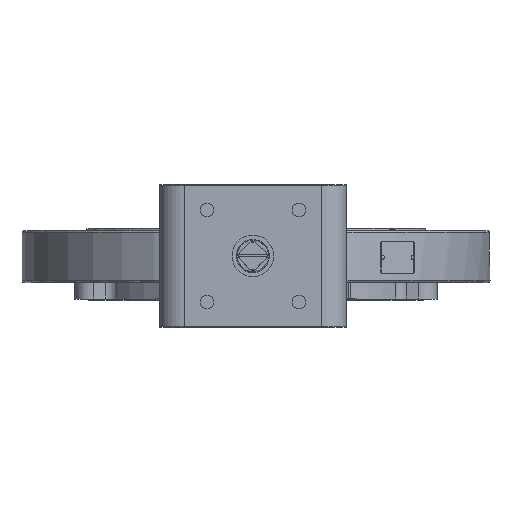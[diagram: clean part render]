
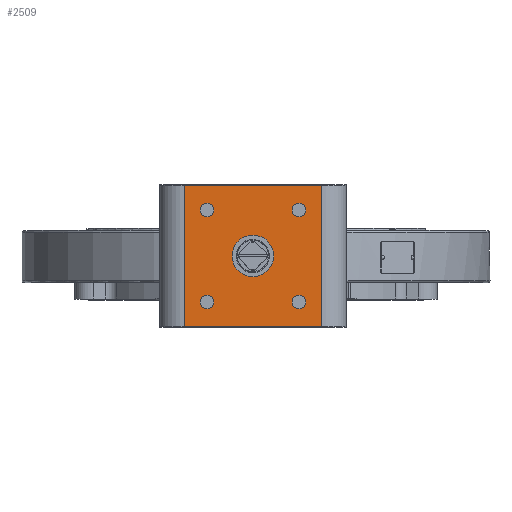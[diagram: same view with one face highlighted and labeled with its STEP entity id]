
A CAD part, top view. The second image highlights one B-rep face of the part: STEP entity #2509.
In plain terms, the highlighted planar face has unit normal (0, 0, 1).
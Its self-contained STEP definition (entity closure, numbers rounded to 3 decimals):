
#2020=CARTESIAN_POINT('',(-47.193,-50.693,395.));
#2021=VERTEX_POINT('',#2020);
#2030=CARTESIAN_POINT('',(-47.193,-37.693,395.));
#2031=VERTEX_POINT('',#2030);
#2032=CARTESIAN_POINT('',(-47.193,-44.193,395.));
#2033=DIRECTION('',(0.,-0.,1.));
#2034=DIRECTION('',(0.,-1.,-0.));
#2035=AXIS2_PLACEMENT_3D('',#2032,#2033,#2034);
#2036=CIRCLE('',#2035,6.5);
#2037=EDGE_CURVE('NONE',#2021,#2031,#2036,.T.);
#2039=CARTESIAN_POINT('',(-47.193,-44.193,395.));
#2040=DIRECTION('',(0.,-0.,1.));
#2041=DIRECTION('',(0.,-1.,-0.));
#2042=AXIS2_PLACEMENT_3D('',#2039,#2040,#2041);
#2043=CIRCLE('',#2042,6.5);
#2044=EDGE_CURVE('NONE',#2031,#2021,#2043,.T.);
#2072=CARTESIAN_POINT('',(-47.193,37.695,395.));
#2073=VERTEX_POINT('',#2072);
#2082=CARTESIAN_POINT('',(-47.193,50.695,395.));
#2083=VERTEX_POINT('',#2082);
#2084=CARTESIAN_POINT('',(-47.193,44.195,395.));
#2085=DIRECTION('',(0.,-0.,1.));
#2086=DIRECTION('',(0.,-1.,-0.));
#2087=AXIS2_PLACEMENT_3D('',#2084,#2085,#2086);
#2088=CIRCLE('',#2087,6.5);
#2089=EDGE_CURVE('NONE',#2073,#2083,#2088,.T.);
#2091=CARTESIAN_POINT('',(-47.193,44.195,395.));
#2092=DIRECTION('',(0.,-0.,1.));
#2093=DIRECTION('',(0.,-1.,-0.));
#2094=AXIS2_PLACEMENT_3D('',#2091,#2092,#2093);
#2095=CIRCLE('',#2094,6.5);
#2096=EDGE_CURVE('NONE',#2083,#2073,#2095,.T.);
#2124=CARTESIAN_POINT('',(41.195,37.695,395.));
#2125=VERTEX_POINT('',#2124);
#2134=CARTESIAN_POINT('',(41.195,50.695,395.));
#2135=VERTEX_POINT('',#2134);
#2136=CARTESIAN_POINT('',(41.195,44.195,395.));
#2137=DIRECTION('',(0.,-0.,1.));
#2138=DIRECTION('',(0.,-1.,-0.));
#2139=AXIS2_PLACEMENT_3D('',#2136,#2137,#2138);
#2140=CIRCLE('',#2139,6.5);
#2141=EDGE_CURVE('NONE',#2125,#2135,#2140,.T.);
#2143=CARTESIAN_POINT('',(41.195,44.195,395.));
#2144=DIRECTION('',(0.,-0.,1.));
#2145=DIRECTION('',(0.,-1.,-0.));
#2146=AXIS2_PLACEMENT_3D('',#2143,#2144,#2145);
#2147=CIRCLE('',#2146,6.5);
#2148=EDGE_CURVE('NONE',#2135,#2125,#2147,.T.);
#2176=CARTESIAN_POINT('',(-2.999,-19.999,395.));
#2177=VERTEX_POINT('',#2176);
#2186=CARTESIAN_POINT('',(-2.999,20.001,395.));
#2187=VERTEX_POINT('',#2186);
#2188=CARTESIAN_POINT('',(-2.999,0.001,395.));
#2189=DIRECTION('',(0.,-0.,1.));
#2190=DIRECTION('',(0.,-1.,-0.));
#2191=AXIS2_PLACEMENT_3D('',#2188,#2189,#2190);
#2192=CIRCLE('',#2191,20.);
#2193=EDGE_CURVE('NONE',#2177,#2187,#2192,.T.);
#2195=CARTESIAN_POINT('',(-2.999,0.001,395.));
#2196=DIRECTION('',(0.,-0.,1.));
#2197=DIRECTION('',(0.,-1.,-0.));
#2198=AXIS2_PLACEMENT_3D('',#2195,#2196,#2197);
#2199=CIRCLE('',#2198,20.);
#2200=EDGE_CURVE('NONE',#2187,#2177,#2199,.T.);
#2228=CARTESIAN_POINT('',(41.195,-50.693,395.));
#2229=VERTEX_POINT('',#2228);
#2238=CARTESIAN_POINT('',(41.195,-37.693,395.));
#2239=VERTEX_POINT('',#2238);
#2240=CARTESIAN_POINT('',(41.195,-44.193,395.));
#2241=DIRECTION('',(0.,-0.,1.));
#2242=DIRECTION('',(0.,-1.,-0.));
#2243=AXIS2_PLACEMENT_3D('',#2240,#2241,#2242);
#2244=CIRCLE('',#2243,6.5);
#2245=EDGE_CURVE('NONE',#2229,#2239,#2244,.T.);
#2247=CARTESIAN_POINT('',(41.195,-44.193,395.));
#2248=DIRECTION('',(0.,-0.,1.));
#2249=DIRECTION('',(0.,-1.,-0.));
#2250=AXIS2_PLACEMENT_3D('',#2247,#2248,#2249);
#2251=CIRCLE('',#2250,6.5);
#2252=EDGE_CURVE('NONE',#2239,#2229,#2251,.T.);
#2450=CARTESIAN_POINT('',(-68.999,-68.499,395.));
#2451=DIRECTION('',(-0.,0.,-1.));
#2452=DIRECTION('',(0.,1.,0.));
#2453=AXIS2_PLACEMENT_3D('',#2450,#2451,#2452);
#2454=PLANE('',#2453);
#2455=ORIENTED_EDGE('',*,*,#2193,.F.);
#2456=ORIENTED_EDGE('',*,*,#2200,.F.);
#2457=EDGE_LOOP('',(#2455,#2456));
#2458=FACE_BOUND('',#2457,.T.);
#2459=ORIENTED_EDGE('',*,*,#2089,.F.);
#2460=ORIENTED_EDGE('',*,*,#2096,.F.);
#2461=EDGE_LOOP('',(#2459,#2460));
#2462=FACE_BOUND('',#2461,.T.);
#2463=ORIENTED_EDGE('',*,*,#2245,.F.);
#2464=ORIENTED_EDGE('',*,*,#2252,.F.);
#2465=EDGE_LOOP('',(#2463,#2464));
#2466=FACE_BOUND('',#2465,.T.);
#2467=ORIENTED_EDGE('',*,*,#2037,.F.);
#2468=ORIENTED_EDGE('',*,*,#2044,.F.);
#2469=EDGE_LOOP('',(#2467,#2468));
#2470=FACE_BOUND('',#2469,.T.);
#2471=ORIENTED_EDGE('',*,*,#2141,.F.);
#2472=ORIENTED_EDGE('',*,*,#2148,.F.);
#2473=EDGE_LOOP('',(#2471,#2472));
#2474=FACE_BOUND('',#2473,.T.);
#2475=CARTESIAN_POINT('',(63.001,-67.98,395.));
#2476=VERTEX_POINT('',#2475);
#2477=CARTESIAN_POINT('',(63.001,67.982,395.));
#2478=VERTEX_POINT('',#2477);
#2479=CARTESIAN_POINT('',(63.001,-67.98,395.));
#2480=DIRECTION('',(0.,1.,0.));
#2481=VECTOR('',#2480,135.963);
#2482=LINE('',#2479,#2481);
#2483=EDGE_CURVE('',#2476,#2478,#2482,.T.);
#2484=ORIENTED_EDGE('',*,*,#2483,.T.);
#2485=CARTESIAN_POINT('',(-68.999,67.982,395.));
#2486=VERTEX_POINT('',#2485);
#2487=CARTESIAN_POINT('',(63.001,67.982,395.));
#2488=DIRECTION('',(-1.,-0.,0.));
#2489=VECTOR('',#2488,132.);
#2490=LINE('',#2487,#2489);
#2491=EDGE_CURVE('',#2478,#2486,#2490,.T.);
#2492=ORIENTED_EDGE('',*,*,#2491,.T.);
#2493=CARTESIAN_POINT('',(-68.999,-67.98,395.));
#2494=VERTEX_POINT('',#2493);
#2495=CARTESIAN_POINT('',(-68.999,-67.98,395.));
#2496=DIRECTION('',(0.,1.,0.));
#2497=VECTOR('',#2496,135.963);
#2498=LINE('',#2495,#2497);
#2499=EDGE_CURVE('',#2494,#2486,#2498,.T.);
#2500=ORIENTED_EDGE('',*,*,#2499,.F.);
#2501=CARTESIAN_POINT('',(-68.999,-67.98,395.));
#2502=DIRECTION('',(1.,0.,-0.));
#2503=VECTOR('',#2502,132.);
#2504=LINE('',#2501,#2503);
#2505=EDGE_CURVE('',#2494,#2476,#2504,.T.);
#2506=ORIENTED_EDGE('',*,*,#2505,.T.);
#2507=EDGE_LOOP('',(#2484,#2492,#2500,#2506));
#2508=FACE_BOUND('',#2507,.T.);
#2509=ADVANCED_FACE('NONE',(#2458,#2462,#2466,#2470,#2474,#2508),#2454,.F.);
